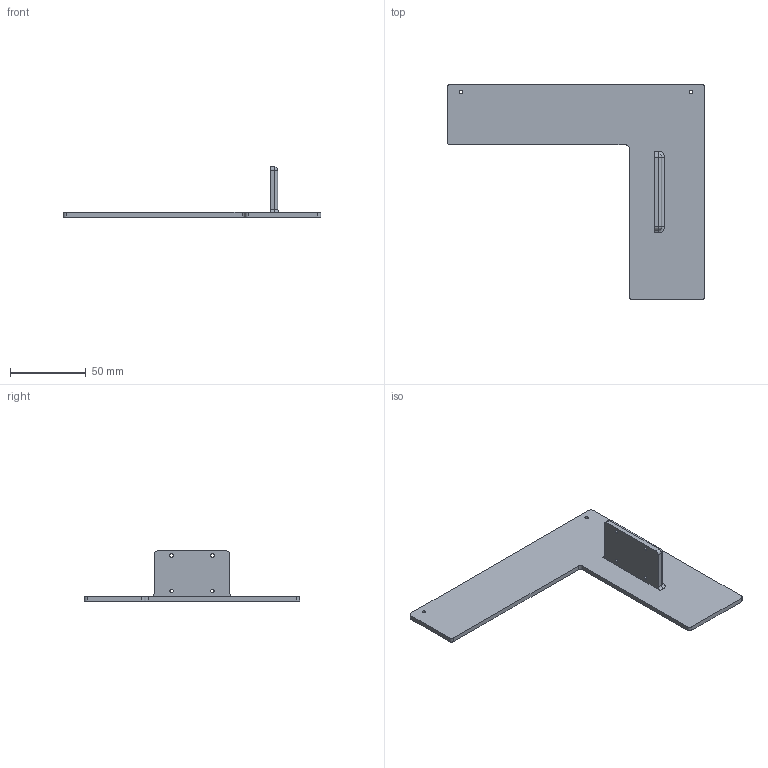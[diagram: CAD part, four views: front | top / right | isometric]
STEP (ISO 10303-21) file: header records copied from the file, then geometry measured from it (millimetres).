
FILE_DESCRIPTION(/* description */ (''),/* implementation_level */ '2;1');
FILE_NAME(/* name */ 'base_v2.stp',/* time_stamp */ '2024-03-07T15:30:38+01:00',/* author */ (''),/* organization */ (''),/* preprocessor_version */ 'ST-DEVELOPER v16',/* originating_system */ 'SIEMENS PLM Software NX 11.0',/* authorisation */ '');
FILE_SCHEMA (('AUTOMOTIVE_DESIGN { 1 0 10303 214 3 1 1 1 }'));
Length unit declared in the file: millimetre
Products named in the file (1): base_v2
Bounding box: 170 x 142 x 33 mm (x, y, z)
Volume: 43032.5 mm3; surface area: 28936.1 mm2
Topology: 1 solids, 1 shells, 37 faces, 104 edges, 66 vertices
Faces by surface type: cylinder 20, plane 13, sphere 2, torus 2
Full cylindrical faces by diameter (mm): 2.3 x6
Entity records: 1168 total; most frequent: DIRECTION 206, CARTESIAN_POINT 206, ORIENTED_EDGE 180, EDGE_CURVE 90, AXIS2_PLACEMENT_3D 80, VERTEX_POINT 60, EDGE_LOOP 54, LINE 46
